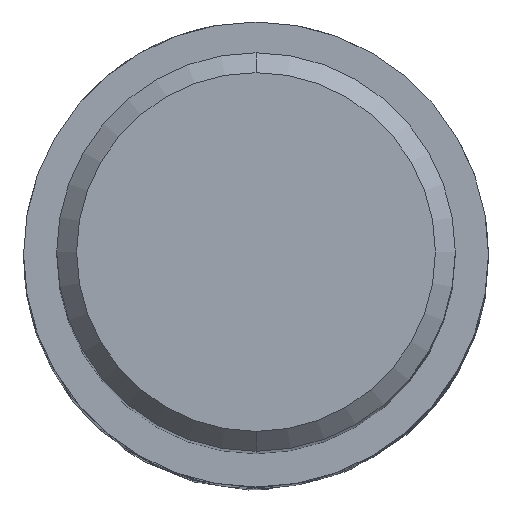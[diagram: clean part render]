
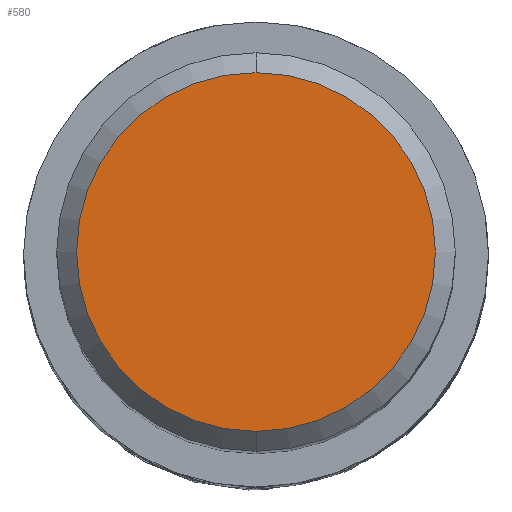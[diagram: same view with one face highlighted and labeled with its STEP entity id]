
A CAD part, top view. The second image highlights one B-rep face of the part: STEP entity #580.
In plain terms, the highlighted planar face has unit normal (0, 0, 1).
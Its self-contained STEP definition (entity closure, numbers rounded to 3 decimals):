
#470=EDGE_CURVE('',#766,#696,#1020,.T.);
#580=ADVANCED_FACE('',(#1136),#1137,.T.);
#612=EDGE_CURVE('',#696,#766,#1172,.T.);
#696=VERTEX_POINT('',#1266);
#766=VERTEX_POINT('',#1346);
#1020=CIRCLE('',#3605,5.4);
#1136=FACE_OUTER_BOUND('',#3970,.T.);
#1137=PLANE('',#3971);
#1172=CIRCLE('',#4566,5.4);
#1266=CARTESIAN_POINT('',(0.,-5.4,0.0));
#1346=CARTESIAN_POINT('',(0.0,5.4,0.0));
#3605=AXIS2_PLACEMENT_3D('',#5327,#5328,#5329);
#3970=EDGE_LOOP('',(#5412,#5413));
#3971=AXIS2_PLACEMENT_3D('',#5414,#5415,#5416);
#4566=AXIS2_PLACEMENT_3D('',#5460,#5461,#5462);
#5327=CARTESIAN_POINT('',(0.0,0.0,0.0));
#5328=DIRECTION('',(0.0,0.0,-1.0));
#5329=DIRECTION('',(0.0,1.0,0.0));
#5412=ORIENTED_EDGE('',*,*,#470,.F.);
#5413=ORIENTED_EDGE('',*,*,#612,.F.);
#5414=CARTESIAN_POINT('',(0.0,2.7,0.0));
#5415=DIRECTION('',(-0.0,0.0,1.0));
#5416=DIRECTION('',(0.0,-1.0,0.0));
#5460=CARTESIAN_POINT('',(0.0,0.0,0.0));
#5461=DIRECTION('',(0.0,0.0,-1.0));
#5462=DIRECTION('',(0.0,1.0,0.0));
